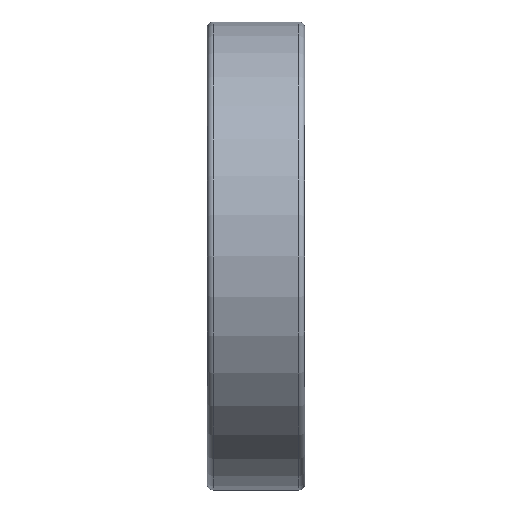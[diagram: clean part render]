
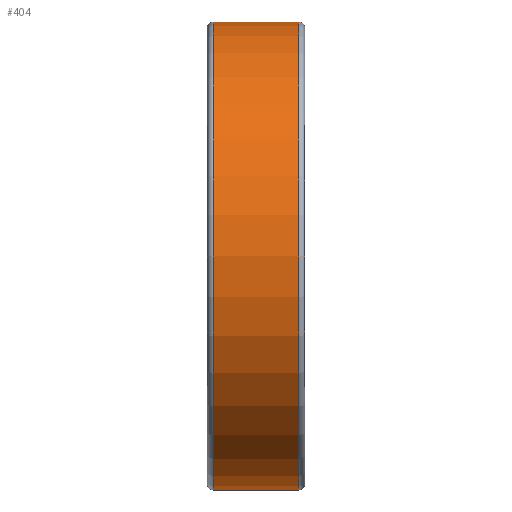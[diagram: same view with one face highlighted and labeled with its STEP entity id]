
A CAD part, front view. The second image highlights one B-rep face of the part: STEP entity #404.
In plain terms, the highlighted cylindrical face has radius 12 mm (diameter 24 mm), a full revolution.
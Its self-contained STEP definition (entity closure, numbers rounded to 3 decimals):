
#404 = ADVANCED_FACE( '', ( #436, #437 ), #438, .T. );
#436 = FACE_OUTER_BOUND( '', #489, .T. );
#437 = FACE_OUTER_BOUND( '', #490, .T. );
#438 = CYLINDRICAL_SURFACE( '', #491, 12. );
#489 = EDGE_LOOP( '', ( #553 ) );
#490 = EDGE_LOOP( '', ( #554 ) );
#491 = AXIS2_PLACEMENT_3D( '', #555, #556, #557 );
#553 = ORIENTED_EDGE( '', *, *, #616, .T. );
#554 = ORIENTED_EDGE( '', *, *, #615, .F. );
#555 = CARTESIAN_POINT( '', ( 5., 0., 0. ) );
#556 = DIRECTION( '', ( -1., 0., 0. ) );
#557 = DIRECTION( '', ( 0., 0., -1. ) );
#615 = EDGE_CURVE( '', #639, #639, #640, .T. );
#616 = EDGE_CURVE( '', #641, #641, #642, .T. );
#639 = VERTEX_POINT( '', #671 );
#640 = CIRCLE( '', #672, 12. );
#641 = VERTEX_POINT( '', #673 );
#642 = CIRCLE( '', #674, 12. );
#671 = CARTESIAN_POINT( '', ( 4.7, 0., -12. ) );
#672 = AXIS2_PLACEMENT_3D( '', #709, #710, #711 );
#673 = CARTESIAN_POINT( '', ( 0.3, 0., -12. ) );
#674 = AXIS2_PLACEMENT_3D( '', #712, #713, #714 );
#709 = CARTESIAN_POINT( '', ( 4.7, 0., 0. ) );
#710 = DIRECTION( '', ( 1., 0., 0. ) );
#711 = DIRECTION( '', ( 0., 0., -1. ) );
#712 = CARTESIAN_POINT( '', ( 0.3, 0., 0. ) );
#713 = DIRECTION( '', ( 1., 0., 0. ) );
#714 = DIRECTION( '', ( 0., 0., -1. ) );
